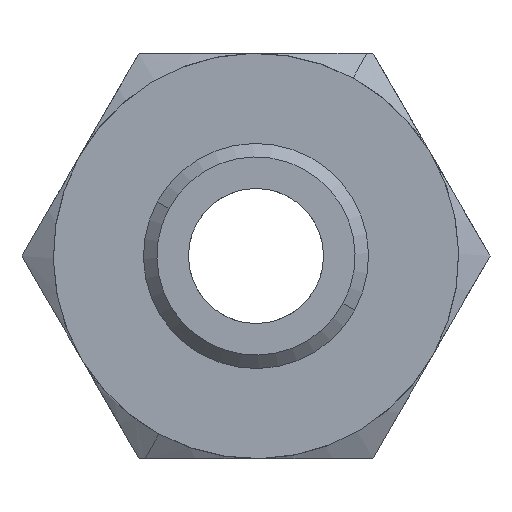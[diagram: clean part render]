
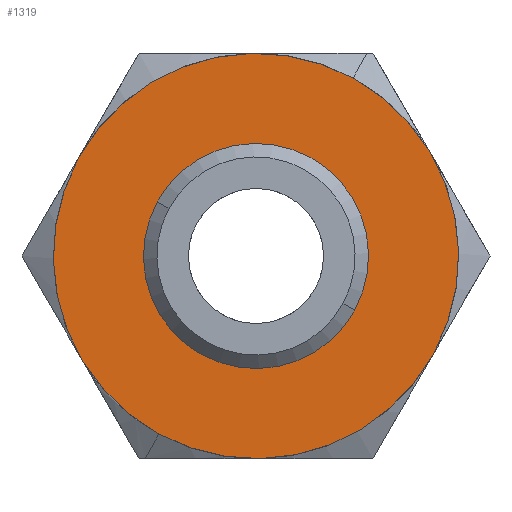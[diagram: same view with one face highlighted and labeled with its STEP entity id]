
A CAD part, front view. The second image highlights one B-rep face of the part: STEP entity #1319.
In plain terms, the highlighted planar face has unit normal (0, -1, 0).
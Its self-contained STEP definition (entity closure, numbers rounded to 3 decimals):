
#1261=CARTESIAN_POINT('Vertex',(3.949,5.,-2.157)) ;
#1264=CARTESIAN_POINT('Axis2P3D Location',(0.,5.,0.)) ;
#1268=CARTESIAN_POINT('Vertex',(-3.949,5.,2.157)) ;
#1287=CARTESIAN_POINT('Axis2P3D Location',(-2.5,5.,0.)) ;
#1292=CARTESIAN_POINT('Axis2P3D Location',(0.,5.,0.)) ;
#1301=CARTESIAN_POINT('Axis2P3D Location',(0.,5.,0.)) ;
#1305=CARTESIAN_POINT('Vertex',(2.194,5.,-1.199)) ;
#1307=CARTESIAN_POINT('Vertex',(-2.194,5.,1.199)) ;
#1310=CARTESIAN_POINT('Axis2P3D Location',(0.,5.,0.)) ;
#1265=DIRECTION('Axis2P3D Direction',(0.,1.,0.)) ;
#1288=DIRECTION('Axis2P3D Direction',(0.,1.,0.)) ;
#1289=DIRECTION('Axis2P3D XDirection',(1.,-0.,0.)) ;
#1293=DIRECTION('Axis2P3D Direction',(0.,1.,0.)) ;
#1302=DIRECTION('Axis2P3D Direction',(0.,1.,0.)) ;
#1311=DIRECTION('Axis2P3D Direction',(0.,1.,0.)) ;
#1266=AXIS2_PLACEMENT_3D('Circle Axis2P3D',#1264,#1265,$) ;
#1290=AXIS2_PLACEMENT_3D('Plane Axis2P3D',#1287,#1288,#1289) ;
#1294=AXIS2_PLACEMENT_3D('Circle Axis2P3D',#1292,#1293,$) ;
#1303=AXIS2_PLACEMENT_3D('Circle Axis2P3D',#1301,#1302,$) ;
#1312=AXIS2_PLACEMENT_3D('Circle Axis2P3D',#1310,#1311,$) ;
#1298=ORIENTED_EDGE('',*,*,#1296,.F.) ;
#1299=ORIENTED_EDGE('',*,*,#1270,.F.) ;
#1316=ORIENTED_EDGE('',*,*,#1309,.T.) ;
#1317=ORIENTED_EDGE('',*,*,#1314,.T.) ;
#1318=FACE_BOUND('',#1315,.T.) ;
#1319=ADVANCED_FACE('Corps principal',(#1300,#1318),#1291,.F.) ;
#1267=CIRCLE('generated circle',#1266,4.5) ;
#1295=CIRCLE('generated circle',#1294,4.5) ;
#1304=CIRCLE('generated circle',#1303,2.5) ;
#1313=CIRCLE('generated circle',#1312,2.5) ;
#1270=EDGE_CURVE('',#1262,#1269,#1267,.T.) ;
#1296=EDGE_CURVE('',#1269,#1262,#1295,.T.) ;
#1309=EDGE_CURVE('',#1306,#1308,#1304,.T.) ;
#1314=EDGE_CURVE('',#1308,#1306,#1313,.T.) ;
#1297=EDGE_LOOP('',(#1298,#1299)) ;
#1315=EDGE_LOOP('',(#1316,#1317)) ;
#1300=FACE_OUTER_BOUND('',#1297,.T.) ;
#1291=PLANE('',#1290) ;
#1262=VERTEX_POINT('',#1261) ;
#1269=VERTEX_POINT('',#1268) ;
#1306=VERTEX_POINT('',#1305) ;
#1308=VERTEX_POINT('',#1307) ;
